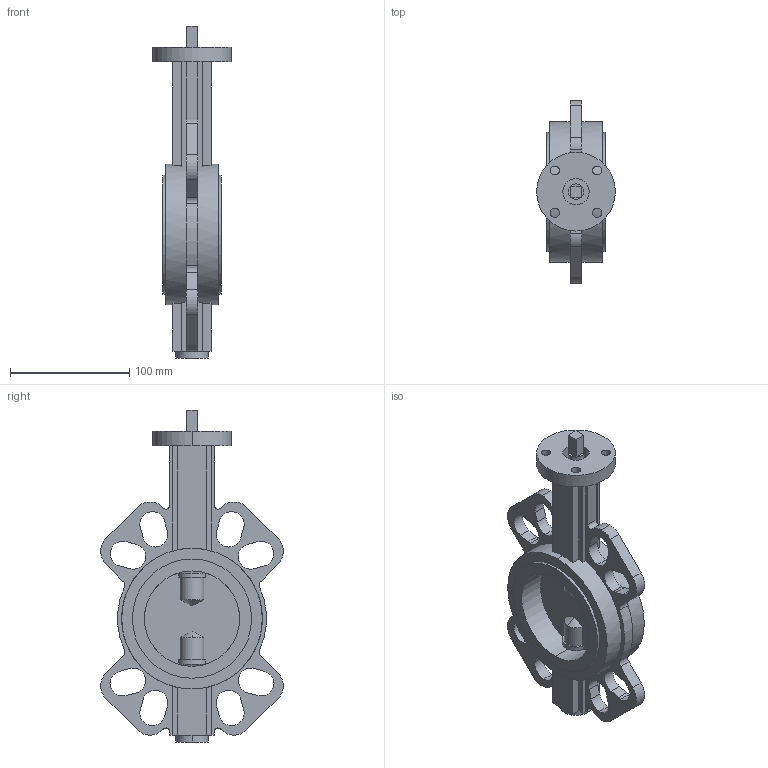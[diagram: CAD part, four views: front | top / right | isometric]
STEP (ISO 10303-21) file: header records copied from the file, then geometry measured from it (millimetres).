
FILE_DESCRIPTION (( 'STEP AP214' ), '1' );
FILE_NAME ('SCBF-D674-10XEC-80.step', '2025-09-25T05:49:08', ( 'KTP' ), ( '' ), 'SwSTEP 2.0', 'SolidWorks 2021', '' );
FILE_SCHEMA (( 'AUTOMOTIVE_DESIGN' ));
Length unit declared in the file: millimetre
Products named in the file (1): SCBF-D674-10XEC-80
Bounding box: 66 x 153.11 x 278.5 mm (x, y, z)
Volume: 532142.6 mm3; surface area: 104120.9 mm2
Topology: 2 solids, 2 shells, 188 faces, 515 edges, 343 vertices
Faces by surface type: plane 92, cylinder 86, cone 6, sphere 4
Entity records: 6833 total; most frequent: CARTESIAN_POINT 1157, DIRECTION 1080, ORIENTED_EDGE 1030, EDGE_CURVE 515, AXIS2_PLACEMENT_3D 382, VERTEX_POINT 343, LINE 316, VECTOR 316
